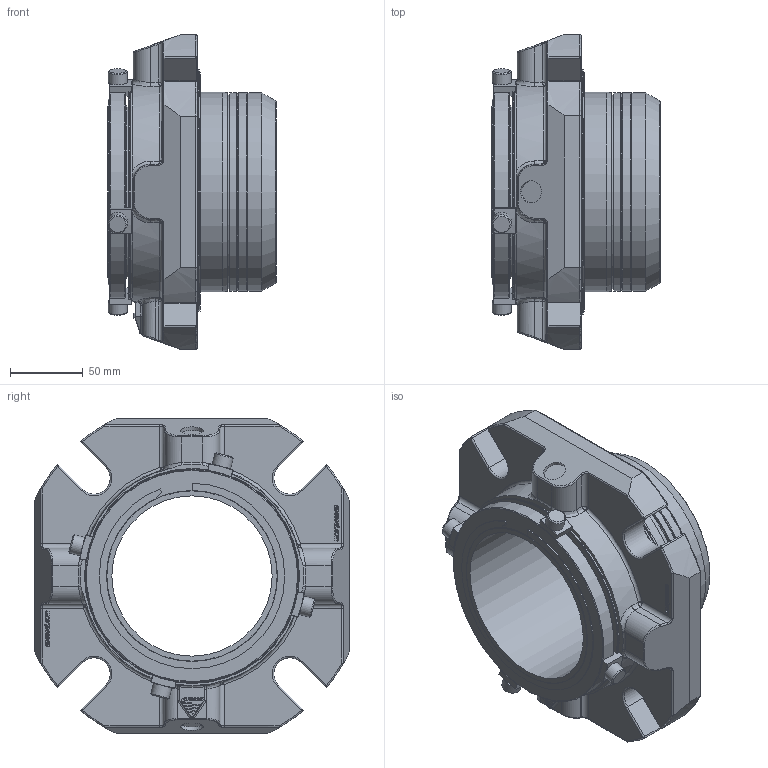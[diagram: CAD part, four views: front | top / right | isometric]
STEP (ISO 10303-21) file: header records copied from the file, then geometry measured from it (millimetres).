
FILE_DESCRIPTION(/* description */ ('Unknown'),/* implementation_level */ '2;1');
FILE_NAME(/* name */ '110mm - STEP',/* time_stamp */ '2023-01-27T12:04:55+00:00',/* author */ ('Unknown'),/* organization */ ('Unknown'),/* preprocessor_version */ 'ST-DEVELOPER v16.7',/* originating_system */ 'Solid Edge',/* authorisation */ 'Unknown');
FILE_SCHEMA (('AUTOMOTIVE_DESIGN {1 0 10303 214 3 1 1}'));
Length unit declared in the file: millimetre
Products named in the file (1): 110mm
Bounding box: 115.93 x 216.15 x 216.15 mm (x, y, z)
Volume: 1308397 mm3; surface area: 197736.7 mm2
Topology: 1 solids, 1 shells, 997 faces, 2642 edges, 1636 vertices
Faces by surface type: cylinder 321, plane 276, bspline 231, torus 106, cone 37, sphere 26
Full cylindrical faces by diameter (mm): 2.194 x1, 13 x4, 15.342 x2, 110.007 x1, 117.45 x1, 118.288 x1, 132.842 x2, 135.179 x1, 136.144 x2, 136.55 x1, 137.312 x1, 146.05 x1, 147.574 x1, 157.277 x1, 158.75 x1, 162.712 x1, 162.865 x1, 163.22 x1, 163.5 x1, 163.881 x1, 164.135 x1
Entity records: 35340 total; most frequent: CARTESIAN_POINT 12474, ORIENTED_EDGE 5048, DIRECTION 4306, EDGE_CURVE 2524, AXIS2_PLACEMENT_3D 1617, VERTEX_POINT 1608, EDGE_LOOP 1110, FACE_BOUND 1110
